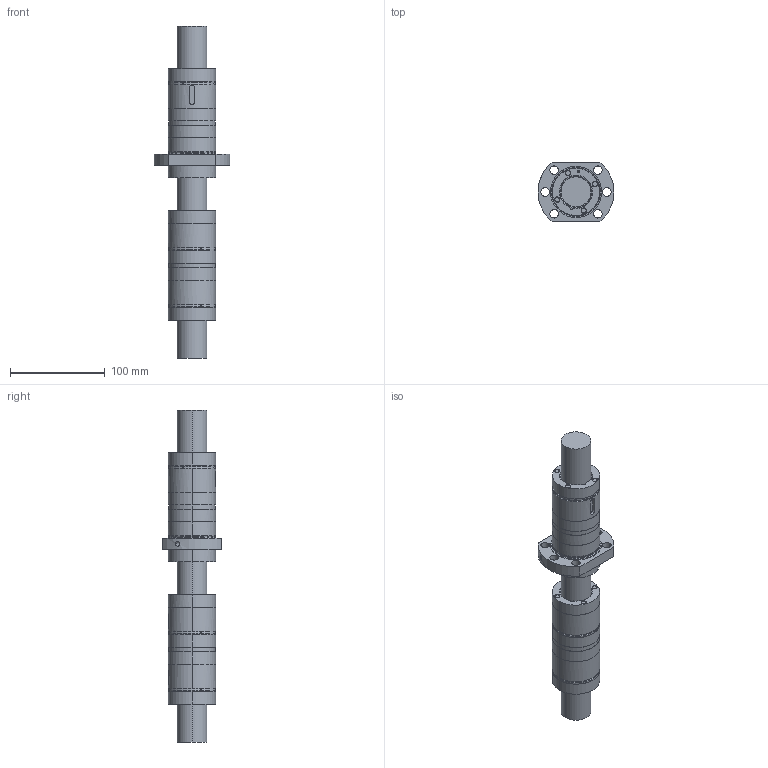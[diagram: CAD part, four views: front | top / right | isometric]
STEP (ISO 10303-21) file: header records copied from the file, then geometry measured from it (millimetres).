
FILE_DESCRIPTION(('Creo Elements/Direct Modeling STEP Export'),'2;1');
FILE_NAME('HSB-KGT-MM-3220RH-4g.stp','2015-05-13T15:21:30',(''),(''),'Creo Elements/Direct Modeling STEP processor for AP214 (Solid Model)','Creo Elements/Direct Modeling 18.1F 24-Jul-2014 (C) Parametric Technology GmbH','');
FILE_SCHEMA(('AUTOMOTIVE_DESIGN { 1 0 10303 214 1 1 1 1 }'));
Length unit declared in the file: millimetre
Products named in the file (3): HSB-KGM-FM-3220RH-4g_23717; HSB-KGM-MM-3220RH-4g_23355; HSB-KGS-3220RH-4g-T7_21448
Bounding box: 79.74 x 62 x 350 mm (x, y, z)
Volume: 563959.8 mm3; surface area: 108152.2 mm2
Topology: 3 solids, 3 shells, 305 faces, 876 edges, 609 vertices
Faces by surface type: cylinder 138, cone 78, plane 75, torus 14
Entity records: 19888 total; most frequent: CARTESIAN_POINT 10317, ORIENTED_EDGE 1732, DIRECTION 1218, EDGE_CURVE 866, VERTEX_POINT 609, AXIS2_PLACEMENT_3D 483, EDGE_LOOP 363, COLOUR_RGB 308
